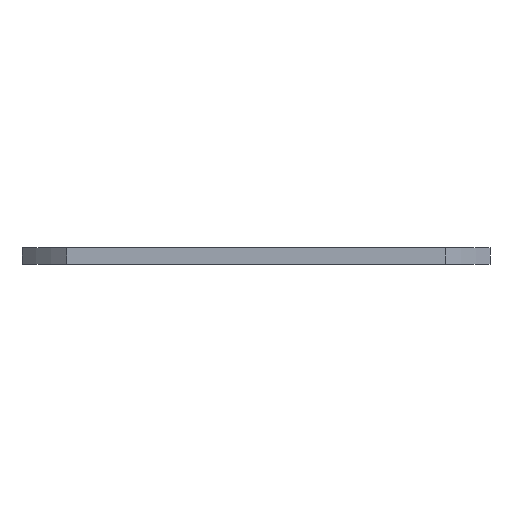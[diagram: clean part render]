
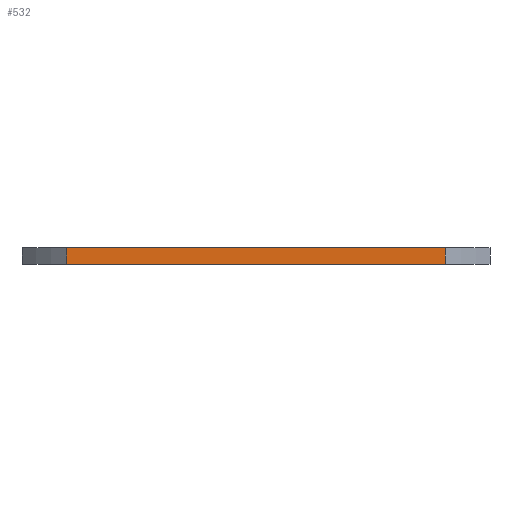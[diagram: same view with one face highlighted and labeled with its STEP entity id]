
A CAD part, left-side view. The second image highlights one B-rep face of the part: STEP entity #532.
In plain terms, the highlighted planar face has unit normal (-1, 0, 0).
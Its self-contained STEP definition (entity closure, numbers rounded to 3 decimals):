
#40=PLANE('',#612);
#60=FACE_OUTER_BOUND('',#82,.T.);
#82=EDGE_LOOP('',(#425,#426,#427,#428));
#130=LINE('',#918,#158);
#131=LINE('',#921,#159);
#132=LINE('',#923,#160);
#133=LINE('',#924,#161);
#158=VECTOR('',#760,10.);
#159=VECTOR('',#763,10.);
#160=VECTOR('',#764,10.);
#161=VECTOR('',#765,10.);
#263=VERTEX_POINT('',#914);
#264=VERTEX_POINT('',#916);
#265=VERTEX_POINT('',#920);
#266=VERTEX_POINT('',#922);
#334=EDGE_CURVE('',#263,#264,#130,.T.);
#335=EDGE_CURVE('',#263,#265,#131,.T.);
#336=EDGE_CURVE('',#266,#264,#132,.T.);
#337=EDGE_CURVE('',#265,#266,#133,.T.);
#425=ORIENTED_EDGE('',*,*,#335,.F.);
#426=ORIENTED_EDGE('',*,*,#334,.T.);
#427=ORIENTED_EDGE('',*,*,#336,.F.);
#428=ORIENTED_EDGE('',*,*,#337,.F.);
#532=ADVANCED_FACE('',(#60),#40,.T.);
#612=AXIS2_PLACEMENT_3D('',#919,#761,#762);
#760=DIRECTION('',(0.,0.,-1.));
#761=DIRECTION('center_axis',(-1.,0.,0.));
#762=DIRECTION('ref_axis',(0.,1.,0.));
#763=DIRECTION('',(0.,-1.,0.));
#764=DIRECTION('',(0.,1.,0.));
#765=DIRECTION('',(0.,0.,-1.));
#914=CARTESIAN_POINT('',(-21.,16.971,0.));
#916=CARTESIAN_POINT('',(-21.,16.971,-1.5));
#918=CARTESIAN_POINT('',(-21.,16.971,0.));
#919=CARTESIAN_POINT('Origin',(-21.,-16.971,0.));
#920=CARTESIAN_POINT('',(-21.,-16.971,0.));
#921=CARTESIAN_POINT('',(-21.,21.,0.));
#922=CARTESIAN_POINT('',(-21.,-16.971,-1.5));
#923=CARTESIAN_POINT('',(-21.,21.,-1.5));
#924=CARTESIAN_POINT('',(-21.,-16.971,0.));
